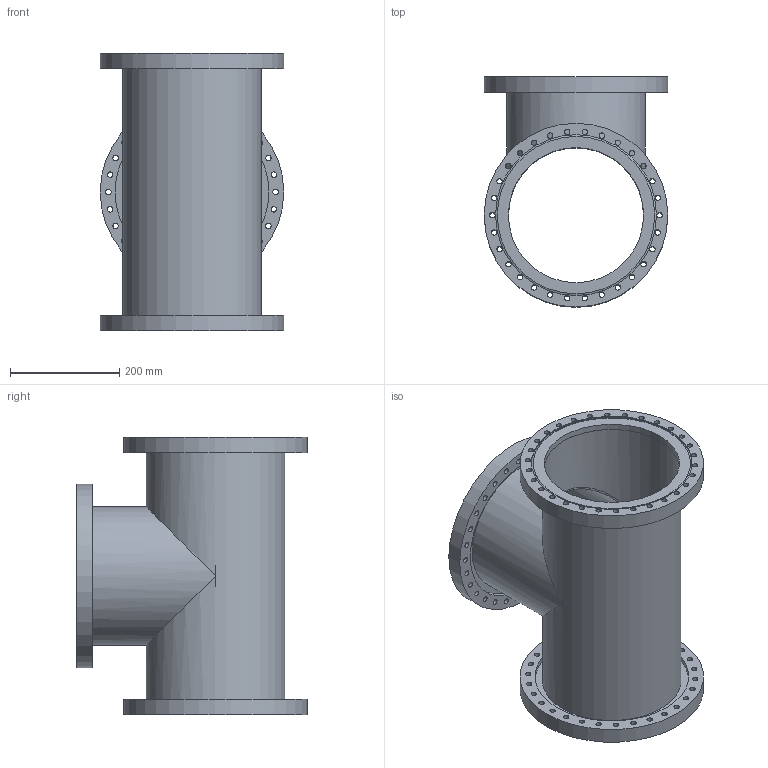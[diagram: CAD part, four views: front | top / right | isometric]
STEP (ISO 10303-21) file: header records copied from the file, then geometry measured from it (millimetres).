
FILE_DESCRIPTION((''),'2;1');
FILE_NAME('404010.stp','2008-05-16T15:33:08',('stelmach'),(''),'Autodesk Inventor 2008','Autodesk Inventor 2008','');
FILE_SCHEMA(('AUTOMOTIVE_DESIGN { 1 0 10303 214 1 1 1 1 }'));
Length unit declared in the file: inch
Products named in the file (7): 404010; 404010-001; 404010-002; 110035 (13.25 X 10.0 NR); 100035 (13.25 X 10.0 R); 100035 (13.25 X 10.0 INS); 100035 (13.25 X 10.0 REC)
Assembly tree (7 placements, depth 3):
  404010
    404010-001
    404010-002
    110035 (13.25 X 10.0 NR)
    100035 (13.25 X 10.0 R)  x2
      100035 (13.25 X 10.0 INS)
      100035 (13.25 X 10.0 REC)
Bounding box: 336.55 x 422.27 x 508 mm (x, y, z)
Volume: 4234960.6 mm3; surface area: 1470761.6 mm2
Topology: 7 solids, 7 shells, 143 faces, 453 edges, 327 vertices
Faces by surface type: bspline 90, cylinder 27, plane 23, cone 3
Full cylindrical faces by diameter (mm): 247.65 x3, 247.904 x2, 254 x2, 254.508 x3, 281.94 x2, 288.29 x3, 294.64 x3, 294.894 x2, 336.55 x3
Entity records: 4104 total; most frequent: CARTESIAN_POINT 1661, DIRECTION 432, ORIENTED_EDGE 340, EDGE_LOOP 312, AXIS2_PLACEMENT_3D 213, FACE_BOUND 213, EDGE_CURVE 170, VERTEX_POINT 162
